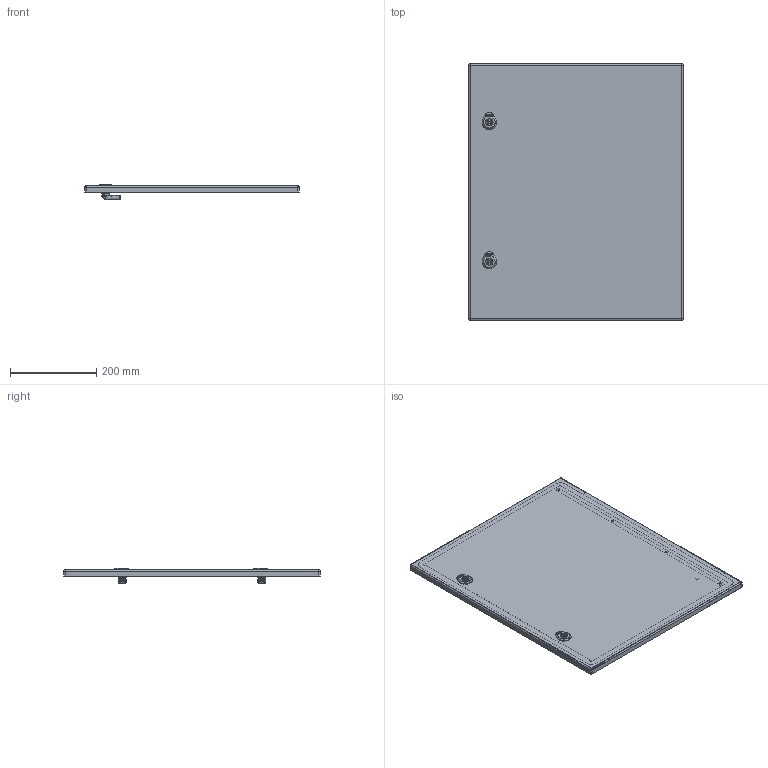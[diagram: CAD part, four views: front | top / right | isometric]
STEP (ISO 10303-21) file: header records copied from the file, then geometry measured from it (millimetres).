
FILE_DESCRIPTION(/* description */ (''),/* implementation_level */ '2;1');
FILE_NAME(/* name */ 'PO6050.stp',/* time_stamp */ '2017-01-13T10:50:52+01:00',/* author */ (''),/* organization */ (''),/* preprocessor_version */ 'ST-DEVELOPER v15',/* originating_system */ 'SIEMENS PLM Software NX 9.0',/* authorisation */ '');
FILE_SCHEMA (('CONFIG_CONTROL_DESIGN'));
Length unit declared in the file: millimetre
Products named in the file (1): PO6050_stp
Bounding box: 496.5 x 595 x 36.21 mm (x, y, z)
Volume: 660997.1 mm3; surface area: 735982.7 mm2
Topology: 2 solids, 2 shells, 709 faces, 1820 edges, 1137 vertices
Faces by surface type: plane 302, cylinder 284, bspline 81, torus 24, cone 11, sphere 7
Full cylindrical faces by diameter (mm): 3.5 x30, 5 x10, 5.85 x2, 6 x1, 6.5 x1, 9.5 x2, 10 x2, 14 x2, 16.25 x4, 19.3 x2
Entity records: 24010 total; most frequent: CARTESIAN_POINT 7560, ORIENTED_EDGE 3612, DIRECTION 3115, EDGE_CURVE 1806, VERTEX_POINT 1137, AXIS2_PLACEMENT_3D 1094, LINE 927, VECTOR 927
